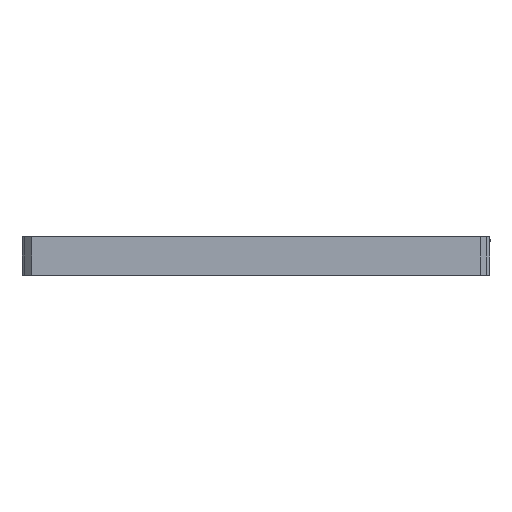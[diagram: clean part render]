
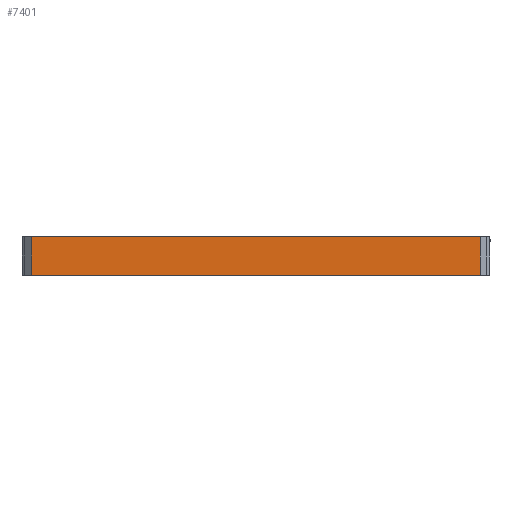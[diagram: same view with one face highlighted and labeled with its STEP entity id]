
A CAD part, front view. The second image highlights one B-rep face of the part: STEP entity #7401.
In plain terms, the highlighted planar face has unit normal (0, -1, 0).
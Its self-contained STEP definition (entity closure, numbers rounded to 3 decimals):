
#7401=ADVANCED_FACE('',(#13626),#13628,.T.);
#13626=FACE_BOUND('',#13627,.T.);
#13627=EDGE_LOOP('',(#18803,#18804,#18805,#18806));
#13628=PLANE('',#13629);
#13629=AXIS2_PLACEMENT_3D('',#13630,#13631,#13632);
#13630=CARTESIAN_POINT('',(92.,-64.2,0.));
#13631=DIRECTION('',(0.,-1.,0.));
#13632=DIRECTION('',(-1.,0.,0.));
#18803=ORIENTED_EDGE('',*,*,#21618,.T.);
#18804=ORIENTED_EDGE('',*,*,#21619,.T.);
#18805=ORIENTED_EDGE('',*,*,#19971,.F.);
#18806=ORIENTED_EDGE('',*,*,#21617,.F.);
#19971=EDGE_CURVE('',#23382,#23384,#23385,.T.);
#21617=EDGE_CURVE('',#25863,#23382,#25865,.T.);
#21618=EDGE_CURVE('',#25863,#25866,#25867,.T.);
#21619=EDGE_CURVE('',#25866,#23384,#25868,.T.);
#23382=VERTEX_POINT('',#29369);
#23384=VERTEX_POINT('',#29373);
#23385=LINE('',#29374,#29375);
#25863=VERTEX_POINT('',#35152);
#25865=LINE('',#35156,#35157);
#25866=VERTEX_POINT('',#35159);
#25867=LINE('',#35160,#35161);
#25868=LINE('',#35163,#35164);
#29369=CARTESIAN_POINT('',(92.,-64.2,-7.8));
#29373=CARTESIAN_POINT('',(2.,-64.2,-7.8));
#29374=CARTESIAN_POINT('',(92.,-64.2,-7.8));
#29375=VECTOR('',#29376,1.);
#29376=DIRECTION('',(-1.,0.,0.));
#35152=CARTESIAN_POINT('',(92.,-64.2,0.));
#35156=CARTESIAN_POINT('',(92.,-64.2,0.));
#35157=VECTOR('',#35158,1.);
#35158=DIRECTION('',(0.,0.,-1.));
#35159=CARTESIAN_POINT('',(2.,-64.2,0.));
#35160=CARTESIAN_POINT('',(92.,-64.2,0.));
#35161=VECTOR('',#35162,1.);
#35162=DIRECTION('',(-1.,0.,0.));
#35163=CARTESIAN_POINT('',(2.,-64.2,0.));
#35164=VECTOR('',#35165,1.);
#35165=DIRECTION('',(0.,0.,-1.));
